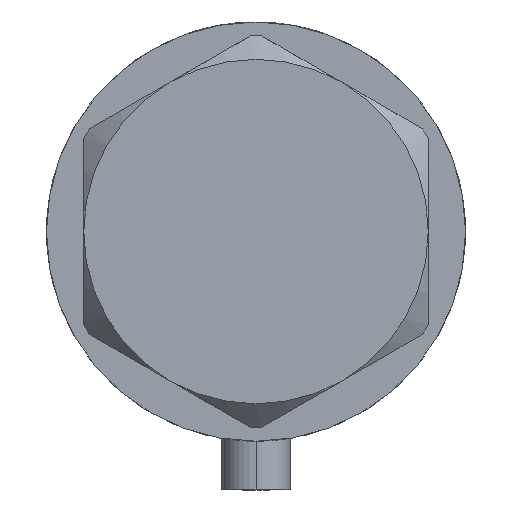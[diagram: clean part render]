
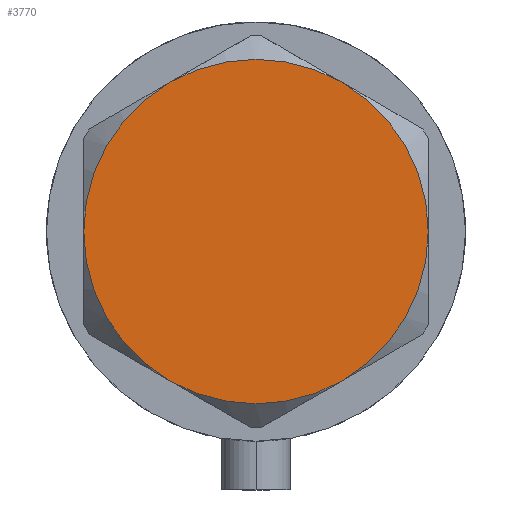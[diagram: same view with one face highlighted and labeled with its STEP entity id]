
A CAD part, left-side view. The second image highlights one B-rep face of the part: STEP entity #3770.
In plain terms, the highlighted face is planar.
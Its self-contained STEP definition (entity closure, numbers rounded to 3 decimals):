
#130 = DIRECTION ( 'NONE',  ( 0., 0., 1. ) ) ;
#237 = EDGE_CURVE ( 'NONE', #733, #4246, #509, .T. ) ;
#267 = VERTEX_POINT ( 'NONE', #4418 ) ;
#389 = CIRCLE ( 'NONE', #2212, 30. ) ;
#509 = CIRCLE ( 'NONE', #2186, 30. ) ;
#594 = VERTEX_POINT ( 'NONE', #2240 ) ;
#689 = CIRCLE ( 'NONE', #1716, 30. ) ;
#733 = VERTEX_POINT ( 'NONE', #3697 ) ;
#820 = DIRECTION ( 'NONE',  ( 1., 0., 0. ) ) ;
#918 = DIRECTION ( 'NONE',  ( 0., 0., 1. ) ) ;
#1008 = ORIENTED_EDGE ( 'NONE', *, *, #3200, .T. ) ;
#1190 = CARTESIAN_POINT ( 'NONE',  ( 0., 0., 14.5 ) ) ;
#1228 = CARTESIAN_POINT ( 'NONE',  ( 30., 0., 14.5 ) ) ;
#1249 = PLANE ( 'NONE',  #1565 ) ;
#1257 = CARTESIAN_POINT ( 'NONE',  ( 0., 0., 14.5 ) ) ;
#1401 = EDGE_CURVE ( 'NONE', #3970, #594, #4401, .T. ) ;
#1565 = AXIS2_PLACEMENT_3D ( 'NONE', #4007, #2010, #1636 ) ;
#1595 = DIRECTION ( 'NONE',  ( 1., 0., 0. ) ) ;
#1636 = DIRECTION ( 'NONE',  ( 1., 0., 0. ) ) ;
#1716 = AXIS2_PLACEMENT_3D ( 'NONE', #1190, #4376, #820 ) ;
#1756 = DIRECTION ( 'NONE',  ( 1., 0., 0. ) ) ;
#1902 = ORIENTED_EDGE ( 'NONE', *, *, #3266, .T. ) ;
#1925 = ORIENTED_EDGE ( 'NONE', *, *, #3278, .T. ) ;
#1943 = CARTESIAN_POINT ( 'NONE',  ( 0., 0., 14.5 ) ) ;
#2010 = DIRECTION ( 'NONE',  ( 0., 0., 1. ) ) ;
#2102 = DIRECTION ( 'NONE',  ( 0., 0., 1. ) ) ;
#2117 = EDGE_LOOP ( 'NONE', ( #2982, #1902, #2925, #1925, #4311, #1008 ) ) ;
#2186 = AXIS2_PLACEMENT_3D ( 'NONE', #1943, #918, #2457 ) ;
#2212 = AXIS2_PLACEMENT_3D ( 'NONE', #1257, #3648, #2594 ) ;
#2240 = CARTESIAN_POINT ( 'NONE',  ( -15., 25.981, 14.5 ) ) ;
#2457 = DIRECTION ( 'NONE',  ( 1., 0., 0. ) ) ;
#2499 = CIRCLE ( 'NONE', #2723, 30. ) ;
#2594 = DIRECTION ( 'NONE',  ( 1., 0., 0. ) ) ;
#2723 = AXIS2_PLACEMENT_3D ( 'NONE', #3996, #130, #3926 ) ;
#2925 = ORIENTED_EDGE ( 'NONE', *, *, #1401, .T. ) ;
#2977 = CARTESIAN_POINT ( 'NONE',  ( 0., 0., 14.5 ) ) ;
#2982 = ORIENTED_EDGE ( 'NONE', *, *, #237, .T. ) ;
#3177 = AXIS2_PLACEMENT_3D ( 'NONE', #3810, #2102, #1756 ) ;
#3200 = EDGE_CURVE ( 'NONE', #267, #733, #4455, .T. ) ;
#3266 = EDGE_CURVE ( 'NONE', #4246, #3970, #389, .T. ) ;
#3278 = EDGE_CURVE ( 'NONE', #594, #3964, #2499, .T. ) ;
#3330 = EDGE_CURVE ( 'NONE', #3964, #267, #689, .T. ) ;
#3356 = FACE_OUTER_BOUND ( 'NONE', #2117, .T. ) ;
#3368 = AXIS2_PLACEMENT_3D ( 'NONE', #2977, #4017, #1595 ) ;
#3500 = CARTESIAN_POINT ( 'NONE',  ( -30., 0., 14.5 ) ) ;
#3528 = CARTESIAN_POINT ( 'NONE',  ( 15., 25.981, 14.5 ) ) ;
#3648 = DIRECTION ( 'NONE',  ( 0., 0., 1. ) ) ;
#3697 = CARTESIAN_POINT ( 'NONE',  ( 15., -25.981, 14.5 ) ) ;
#3770 = ADVANCED_FACE ( 'NONE', ( #3356 ), #1249, .T. ) ;
#3810 = CARTESIAN_POINT ( 'NONE',  ( 0., 0., 14.5 ) ) ;
#3926 = DIRECTION ( 'NONE',  ( 1., 0., 0. ) ) ;
#3964 = VERTEX_POINT ( 'NONE', #3500 ) ;
#3970 = VERTEX_POINT ( 'NONE', #3528 ) ;
#3996 = CARTESIAN_POINT ( 'NONE',  ( 0., 0., 14.5 ) ) ;
#4007 = CARTESIAN_POINT ( 'NONE',  ( 0., 0., 14.5 ) ) ;
#4017 = DIRECTION ( 'NONE',  ( 0., 0., 1. ) ) ;
#4246 = VERTEX_POINT ( 'NONE', #1228 ) ;
#4311 = ORIENTED_EDGE ( 'NONE', *, *, #3330, .T. ) ;
#4376 = DIRECTION ( 'NONE',  ( 0., 0., 1. ) ) ;
#4401 = CIRCLE ( 'NONE', #3177, 30. ) ;
#4418 = CARTESIAN_POINT ( 'NONE',  ( -15., -25.981, 14.5 ) ) ;
#4455 = CIRCLE ( 'NONE', #3368, 30. ) ;
